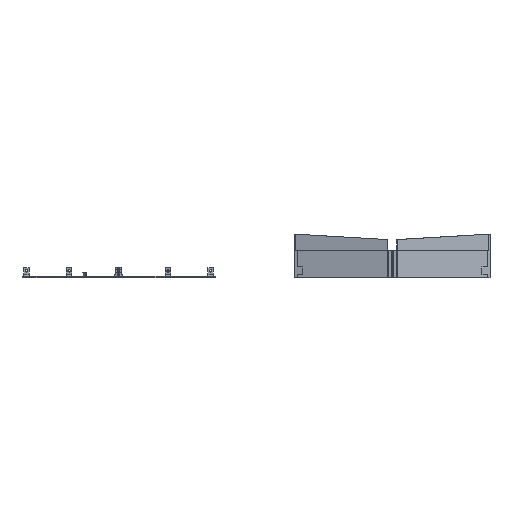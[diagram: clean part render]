
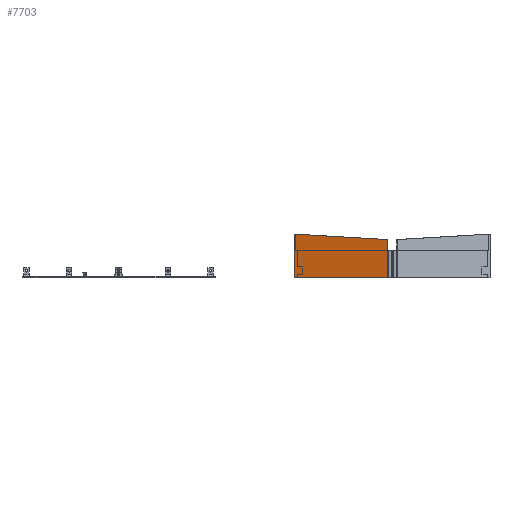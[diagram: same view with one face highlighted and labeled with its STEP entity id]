
A CAD part, left-side view. The second image highlights one B-rep face of the part: STEP entity #7703.
In plain terms, the highlighted planar face has unit normal (-0.968, 0.253, 0).
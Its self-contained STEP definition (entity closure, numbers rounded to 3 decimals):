
#528=FACE_OUTER_BOUND('',#961,.T.);
#961=EDGE_LOOP('',(#5340,#5341,#5342,#5343));
#1525=LINE('',#11254,#2415);
#1532=LINE('',#11267,#2422);
#1533=LINE('',#11269,#2423);
#1534=LINE('',#11270,#2424);
#2415=VECTOR('',#9020,10.);
#2422=VECTOR('',#9031,10.);
#2423=VECTOR('',#9032,10.);
#2424=VECTOR('',#9033,10.);
#3286=VERTEX_POINT('',#11251);
#3287=VERTEX_POINT('',#11253);
#3291=VERTEX_POINT('',#11266);
#3292=VERTEX_POINT('',#11268);
#4080=EDGE_CURVE('',#3287,#3286,#1525,.T.);
#4087=EDGE_CURVE('',#3286,#3291,#1532,.T.);
#4088=EDGE_CURVE('',#3292,#3291,#1533,.T.);
#4089=EDGE_CURVE('',#3292,#3287,#1534,.T.);
#5340=ORIENTED_EDGE('',*,*,#4087,.T.);
#5341=ORIENTED_EDGE('',*,*,#4088,.F.);
#5342=ORIENTED_EDGE('',*,*,#4089,.T.);
#5343=ORIENTED_EDGE('',*,*,#4080,.T.);
#7376=PLANE('',#8172);
#7703=ADVANCED_FACE('',(#528),#7376,.T.);
#8172=AXIS2_PLACEMENT_3D('',#11265,#9029,#9030);
#9020=DIRECTION('',(0.,0.,1.));
#9029=DIRECTION('center_axis',(-0.967,0.253,0.));
#9030=DIRECTION('ref_axis',(-0.253,-0.967,0.));
#9031=DIRECTION('',(0.252,0.966,0.057));
#9032=DIRECTION('',(0.,0.,1.));
#9033=DIRECTION('',(-0.253,-0.967,0.));
#11251=CARTESIAN_POINT('',(1025.91,-41.726,70.));
#11253=CARTESIAN_POINT('',(1025.91,-41.726,0.));
#11254=CARTESIAN_POINT('',(1025.91,-41.726,0.));
#11265=CARTESIAN_POINT('Origin',(1070.301,128.113,0.));
#11266=CARTESIAN_POINT('',(1070.301,128.113,80.));
#11267=CARTESIAN_POINT('',(1047.531,40.996,74.871));
#11268=CARTESIAN_POINT('',(1070.301,128.113,0.));
#11269=CARTESIAN_POINT('',(1070.301,128.113,0.));
#11270=CARTESIAN_POINT('',(1070.301,128.113,0.));
